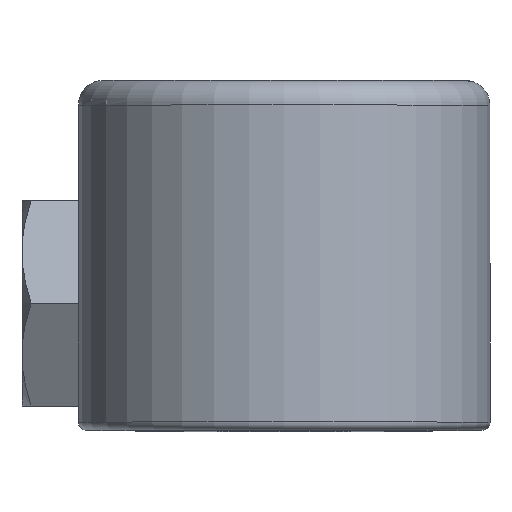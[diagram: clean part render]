
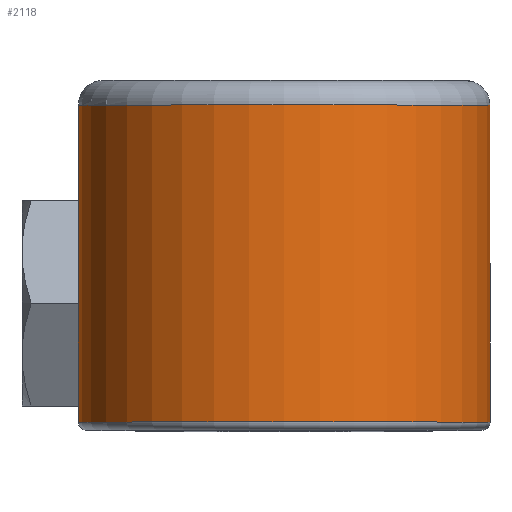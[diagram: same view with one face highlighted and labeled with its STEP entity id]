
A CAD part, top view. The second image highlights one B-rep face of the part: STEP entity #2118.
In plain terms, the highlighted cylindrical face has radius 12.7 mm (diameter 25.4 mm), a partial arc.
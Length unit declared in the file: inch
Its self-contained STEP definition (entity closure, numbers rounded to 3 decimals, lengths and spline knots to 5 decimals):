
#730=CARTESIAN_POINT('',(0.,0.02,0.));
#731=DIRECTION('',(0.,-1.,0.));
#732=DIRECTION('',(0.986,0.,-0.167));
#733=AXIS2_PLACEMENT_3D('',#730,#731,#732);
#746=DIRECTION('',(0.,1.,0.));
#747=VECTOR('',#746,0.77);
#748=CARTESIAN_POINT('',(-0.49301,0.02,-0.08333));
#749=LINE('',#748,#747);
#801=CARTESIAN_POINT('',(0.,0.79,0.));
#802=DIRECTION('',(0.,1.,0.));
#803=DIRECTION('',(-0.986,0.,-0.167));
#804=AXIS2_PLACEMENT_3D('',#801,#802,#803);
#1060=DIRECTION('',(0.,1.,0.));
#1061=VECTOR('',#1060,0.77);
#1062=CARTESIAN_POINT('',(0.49301,0.02,-0.08333));
#1063=LINE('',#1062,#1061);
#1594=CARTESIAN_POINT('',(-0.49301,0.79,-0.08333));
#1595=CARTESIAN_POINT('',(0.49301,0.79,-0.08333));
#1596=VERTEX_POINT('',#1594);
#1597=VERTEX_POINT('',#1595);
#1618=CARTESIAN_POINT('',(-0.49301,0.02,-0.08333));
#1619=VERTEX_POINT('',#1618);
#1622=CARTESIAN_POINT('',(0.49301,0.02,-0.08333));
#1623=VERTEX_POINT('',#1622);
#2105=CARTESIAN_POINT('',(0.,0.,0.));
#2106=DIRECTION('',(0.,1.,0.));
#2107=DIRECTION('',(-1.,0.,0.));
#2108=AXIS2_PLACEMENT_3D('',#2105,#2106,#2107);
#2109=CYLINDRICAL_SURFACE('',#2108,0.5);
#2110=ORIENTED_EDGE('',*,*,#2099,.T.);
#2111=ORIENTED_EDGE('',*,*,#1997,.T.);
#2113=ORIENTED_EDGE('',*,*,#2112,.T.);
#2115=ORIENTED_EDGE('',*,*,#2114,.F.);
#2116=EDGE_LOOP('',(#2110,#2111,#2113,#2115));
#2117=FACE_OUTER_BOUND('',#2116,.F.);
#734=CIRCLE('',#733,0.5);
#805=CIRCLE('',#804,0.5);
#1997=EDGE_CURVE('',#1619,#1596,#749,.T.);
#2099=EDGE_CURVE('',#1623,#1619,#734,.T.);
#2112=EDGE_CURVE('',#1596,#1597,#805,.T.);
#2114=EDGE_CURVE('',#1623,#1597,#1063,.T.);
#2118=ADVANCED_FACE('',(#2117),#2109,.T.);
